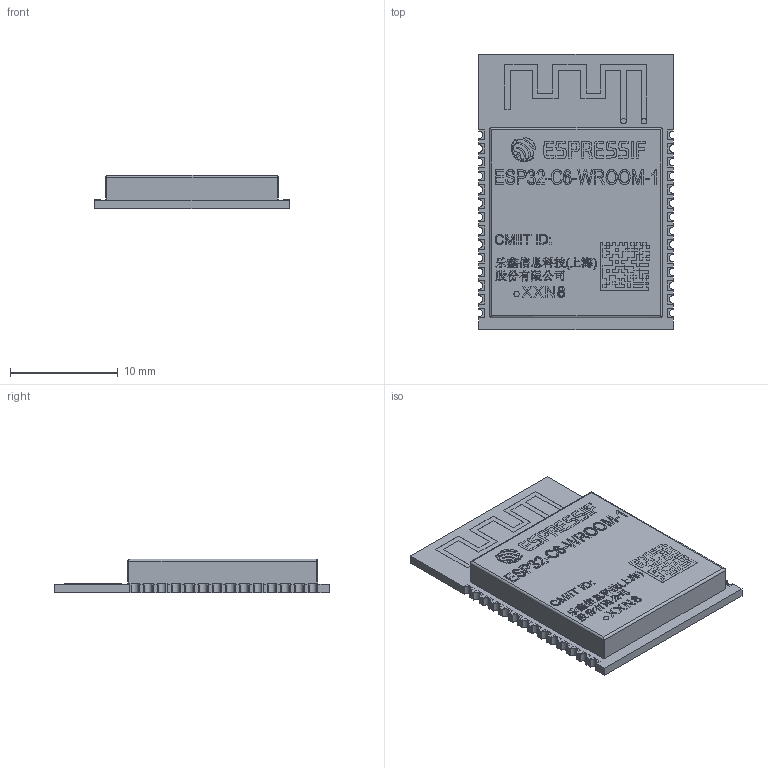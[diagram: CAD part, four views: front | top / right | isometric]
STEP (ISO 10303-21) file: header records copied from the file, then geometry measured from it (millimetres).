
FILE_DESCRIPTION (( 'STEP AP214' ), '1' );
FILE_NAME ('ESP32-C6-WROOM-1-N8.STEP', '2023-09-27T15:08:48', ( '' ), ( '' ), 'SwSTEP 2.0', 'SolidWorks 2023', '' );
FILE_SCHEMA (( 'AUTOMOTIVE_DESIGN' ));
Length unit declared in the file: inch
Products named in the file (1): ESP32-C6-WROOM-1-N8
Bounding box: 18.02 x 25.5 x 3.11 mm (x, y, z)
Volume: 1010.1 mm3; surface area: 1705.5 mm2
Topology: 2 solids, 2 shells, 2288 faces, 6310 edges, 4163 vertices
Faces by surface type: plane 1517, bspline 719, cylinder 52
Entity records: 84369 total; most frequent: CARTESIAN_POINT 24640, ORIENTED_EDGE 12620, DIRECTION 8096, EDGE_CURVE 6310, LINE 4764, VECTOR 4764, VERTEX_POINT 4166, EDGE_LOOP 2428
